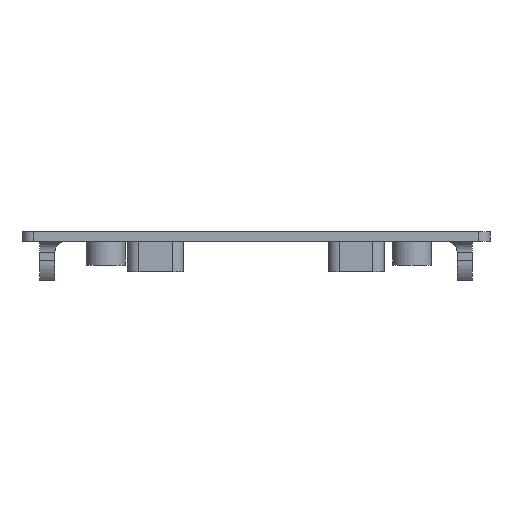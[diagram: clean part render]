
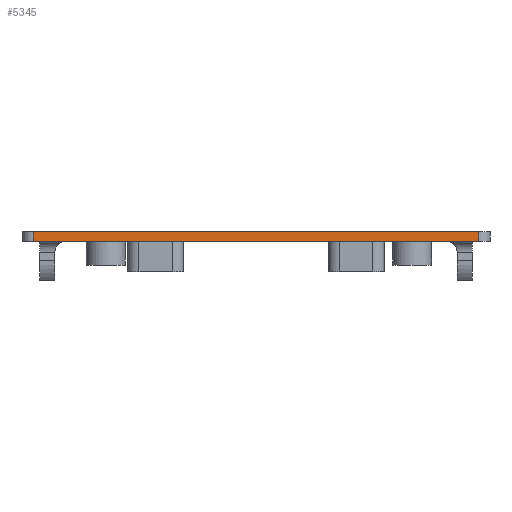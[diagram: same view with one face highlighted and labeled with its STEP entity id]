
A CAD part, front view. The second image highlights one B-rep face of the part: STEP entity #5345.
In plain terms, the highlighted planar face has unit normal (0, -1, 0).
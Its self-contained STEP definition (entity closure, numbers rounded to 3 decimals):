
#114 = DIRECTION ( 'NONE',  ( 1., 0., 0. ) ) ;
#213 = EDGE_LOOP ( 'NONE', ( #3736, #1889, #1241, #6526 ) ) ;
#312 = VERTEX_POINT ( 'NONE', #3860 ) ;
#344 = EDGE_CURVE ( 'NONE', #4277, #5390, #4641, .T. ) ;
#380 = CARTESIAN_POINT ( 'NONE',  ( -264.703, 1312.47, 0. ) ) ;
#907 = LINE ( 'NONE', #6433, #2481 ) ;
#970 = CARTESIAN_POINT ( 'NONE',  ( -266.703, 1312.47, 0. ) ) ;
#1114 = VECTOR ( 'NONE', #5402, 1000. ) ;
#1197 = CARTESIAN_POINT ( 'NONE',  ( -184.703, 1312.47, 1.7 ) ) ;
#1241 = ORIENTED_EDGE ( 'NONE', *, *, #2593, .F. ) ;
#1613 = LINE ( 'NONE', #2713, #1114 ) ;
#1889 = ORIENTED_EDGE ( 'NONE', *, *, #6062, .T. ) ;
#2432 = VECTOR ( 'NONE', #6776, 1000. ) ;
#2481 = VECTOR ( 'NONE', #114, 1000. ) ;
#2552 = DIRECTION ( 'NONE',  ( 0., 0., -1. ) ) ;
#2593 = EDGE_CURVE ( 'NONE', #312, #2635, #907, .T. ) ;
#2635 = VERTEX_POINT ( 'NONE', #1197 ) ;
#2713 = CARTESIAN_POINT ( 'NONE',  ( -184.703, 1312.47, 1.7 ) ) ;
#3238 = AXIS2_PLACEMENT_3D ( 'NONE', #4883, #5424, #5442 ) ;
#3736 = ORIENTED_EDGE ( 'NONE', *, *, #344, .F. ) ;
#3860 = CARTESIAN_POINT ( 'NONE',  ( -264.703, 1312.47, 1.7 ) ) ;
#3974 = VECTOR ( 'NONE', #2552, 1000. ) ;
#3992 = CARTESIAN_POINT ( 'NONE',  ( -264.703, 1312.47, 0. ) ) ;
#4277 = VERTEX_POINT ( 'NONE', #5998 ) ;
#4349 = PLANE ( 'NONE',  #3238 ) ;
#4558 = EDGE_CURVE ( 'NONE', #312, #5390, #5372, .T. ) ;
#4641 = LINE ( 'NONE', #970, #2432 ) ;
#4883 = CARTESIAN_POINT ( 'NONE',  ( -266.703, 1312.47, -85.357 ) ) ;
#4956 = FACE_OUTER_BOUND ( 'NONE', #213, .T. ) ;
#5345 = ADVANCED_FACE ( 'NONE', ( #4956 ), #4349, .T. ) ;
#5372 = LINE ( 'NONE', #380, #3974 ) ;
#5390 = VERTEX_POINT ( 'NONE', #3992 ) ;
#5402 = DIRECTION ( 'NONE',  ( 0., 0., 1. ) ) ;
#5424 = DIRECTION ( 'NONE',  ( 0., -1., 0. ) ) ;
#5442 = DIRECTION ( 'NONE',  ( 0., 0., -1. ) ) ;
#5998 = CARTESIAN_POINT ( 'NONE',  ( -184.703, 1312.47, 0. ) ) ;
#6062 = EDGE_CURVE ( 'NONE', #4277, #2635, #1613, .T. ) ;
#6433 = CARTESIAN_POINT ( 'NONE',  ( -266.703, 1312.47, 1.7 ) ) ;
#6526 = ORIENTED_EDGE ( 'NONE', *, *, #4558, .T. ) ;
#6776 = DIRECTION ( 'NONE',  ( -1., 0., 0. ) ) ;
